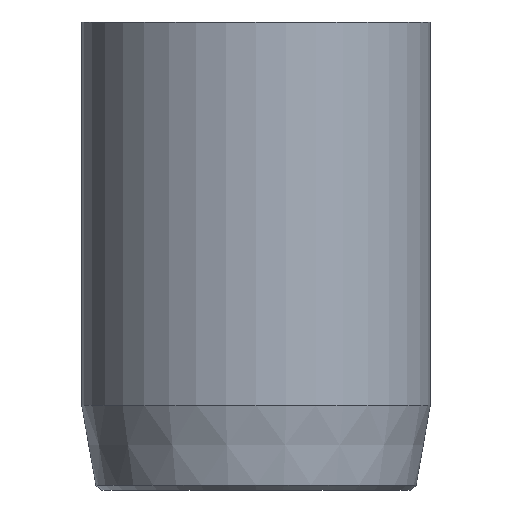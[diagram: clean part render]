
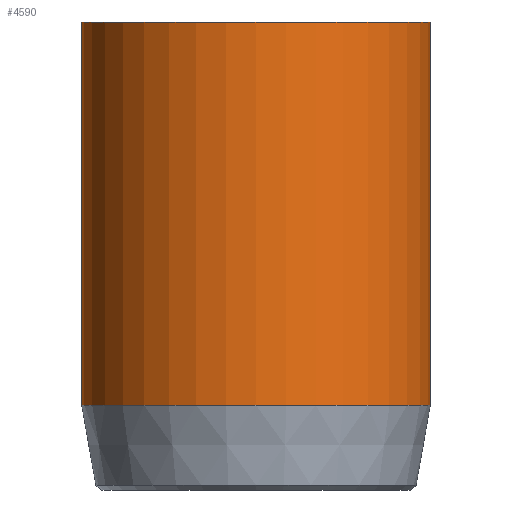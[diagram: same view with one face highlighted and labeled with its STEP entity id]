
A CAD part, front view. The second image highlights one B-rep face of the part: STEP entity #4590.
In plain terms, the highlighted cylindrical face has radius 1.75 mm (diameter 3.5 mm), a full revolution.
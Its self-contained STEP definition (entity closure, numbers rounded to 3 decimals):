
#606=CYLINDRICAL_SURFACE('',#4755,1.75);
#840=FACE_OUTER_BOUND('',#1114,.T.);
#1114=EDGE_LOOP('',(#4248,#4249,#4250,#4251,#4252));
#1449=LINE('',#8711,#1794);
#1794=VECTOR('',#5280,1.75);
#1832=CIRCLE('',#4743,1.75);
#1837=CIRCLE('',#4753,1.75);
#1838=CIRCLE('',#4754,1.75);
#2267=VERTEX_POINT('',#8688);
#2272=VERTEX_POINT('',#8705);
#2273=VERTEX_POINT('',#8706);
#2929=EDGE_CURVE('',#2267,#2267,#1832,.T.);
#2936=EDGE_CURVE('',#2272,#2273,#1837,.T.);
#2937=EDGE_CURVE('',#2273,#2272,#1838,.T.);
#2939=EDGE_CURVE('',#2267,#2272,#1449,.T.);
#4248=ORIENTED_EDGE('',*,*,#2929,.T.);
#4249=ORIENTED_EDGE('',*,*,#2939,.T.);
#4250=ORIENTED_EDGE('',*,*,#2936,.T.);
#4251=ORIENTED_EDGE('',*,*,#2937,.T.);
#4252=ORIENTED_EDGE('',*,*,#2939,.F.);
#4590=ADVANCED_FACE('',(#840),#606,.T.);
#4743=AXIS2_PLACEMENT_3D('',#8689,#5251,#5252);
#4753=AXIS2_PLACEMENT_3D('',#8707,#5273,#5274);
#4754=AXIS2_PLACEMENT_3D('',#8708,#5275,#5276);
#4755=AXIS2_PLACEMENT_3D('',#8710,#5278,#5279);
#5251=DIRECTION('center_axis',(0.,0.,-1.));
#5252=DIRECTION('ref_axis',(-1.,0.,0.));
#5273=DIRECTION('center_axis',(0.,0.,1.));
#5274=DIRECTION('ref_axis',(-1.,0.,0.));
#5275=DIRECTION('center_axis',(0.,0.,1.));
#5276=DIRECTION('ref_axis',(-1.,0.,0.));
#5278=DIRECTION('center_axis',(0.,0.,1.));
#5279=DIRECTION('ref_axis',(-1.,0.,0.));
#5280=DIRECTION('',(0.,0.,-1.));
#8688=CARTESIAN_POINT('',(1.75,0.,4.7));
#8689=CARTESIAN_POINT('Origin',(0.,0.,4.7));
#8705=CARTESIAN_POINT('',(1.75,0.,0.851));
#8706=CARTESIAN_POINT('',(-1.75,0.,0.851));
#8707=CARTESIAN_POINT('Origin',(0.,0.,0.851));
#8708=CARTESIAN_POINT('Origin',(0.,0.,0.851));
#8710=CARTESIAN_POINT('Origin',(0.,0.,0.));
#8711=CARTESIAN_POINT('',(1.75,0.,0.));
